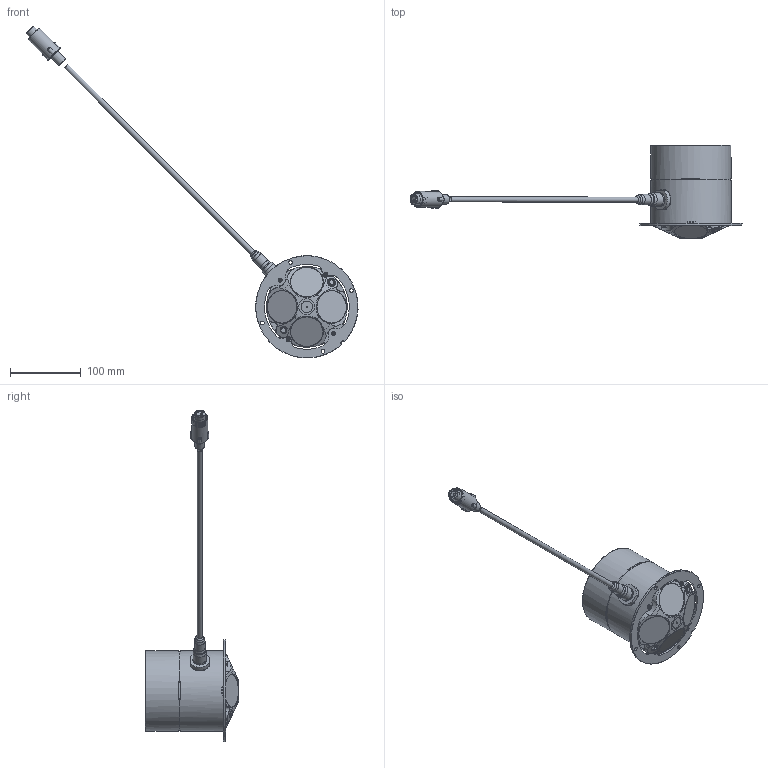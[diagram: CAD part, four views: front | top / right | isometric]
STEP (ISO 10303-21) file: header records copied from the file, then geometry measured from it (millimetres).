
FILE_DESCRIPTION(/* description */ (''),/* implementation_level */ '2;1');
FILE_NAME(/* name */ '8358-0711 - Sprint-Nav U with penetrator with mounting ring.stp',/* time_stamp */ '2025-03-05T15:37:22Z',/* author */ ('grh'),/* organization */ (''),/* preprocessor_version */ 'ST-DEVELOPER v20',/* originating_system */ 'Autodesk Inventor 2025',/* authorisation */ '');
FILE_SCHEMA (('AUTOMOTIVE_DESIGN { 1 0 10303 214 3 1 1 }'));
Length unit declared in the file: millimetre
Products named in the file (1): 8358-0711 - Sprint-Nav U with penetrator with mounting ring
Bounding box: 469.93 x 132.88 x 469.93 mm (x, y, z)
Volume: 1305216 mm3; surface area: 113377.4 mm2
Topology: 2 solids, 2 shells, 518 faces, 1291 edges, 832 vertices
Faces by surface type: cylinder 204, plane 153, cone 81, torus 71, bspline 8, sphere 1
Full cylindrical faces by diameter (mm): 2 x9, 3.2 x8, 4.134 x4, 4.2 x2, 5.15 x1, 5.2 x4, 5.5 x4, 6.5 x1, 6.6 x1, 7 x5, 7.3 x1, 7.95 x2, 8 x1, 9.4 x2, 9.5 x1, 10.2 x2, 10.3 x2, 11 x1, 13.5 x1, 14.5 x2, 15 x1, 15.4 x1, 16.18 x1, 16.2 x2, 18.16 x3, 18.9 x1, 19 x2, 19.05 x1, 19.6 x1, 22.35 x1
Entity records: 17676 total; most frequent: CARTESIAN_POINT 4518, DIRECTION 2751, ORIENTED_EDGE 2574, EDGE_CURVE 1287, AXIS2_PLACEMENT_3D 1182, VERTEX_POINT 832, CIRCLE 638, EDGE_LOOP 611
